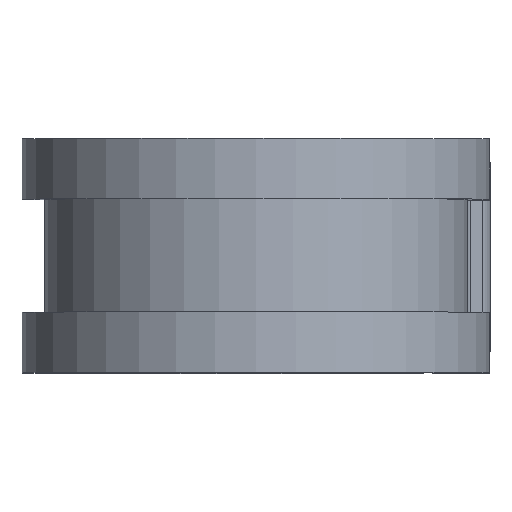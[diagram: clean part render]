
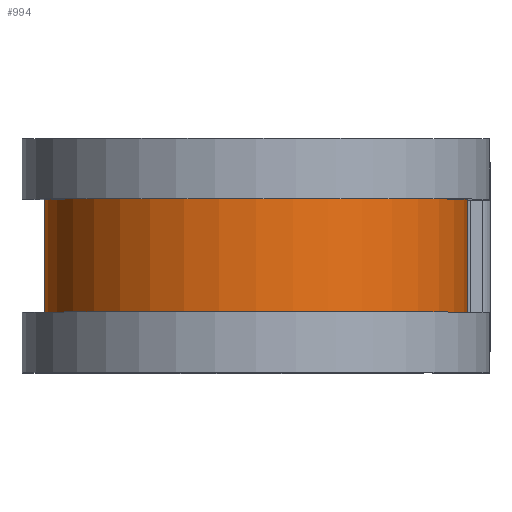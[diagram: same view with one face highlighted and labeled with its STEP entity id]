
A CAD part, top view. The second image highlights one B-rep face of the part: STEP entity #994.
In plain terms, the highlighted cylindrical face has radius 14.237 mm (diameter 28.473 mm), a partial arc.
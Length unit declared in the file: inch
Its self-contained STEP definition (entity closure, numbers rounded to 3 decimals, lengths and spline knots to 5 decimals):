
#20 = CARTESIAN_POINT ( 'NONE',  ( 0., 0.15, 0.937 ) ) ;
#101 = DIRECTION ( 'NONE',  ( 0., -1., 0. ) ) ;
#171 = ORIENTED_EDGE ( 'NONE', *, *, #1505, .F. ) ;
#191 = VECTOR ( 'NONE', #101, 39.37008 ) ;
#268 = CYLINDRICAL_SURFACE ( 'NONE', #1740, 0.5605 ) ;
#278 = EDGE_CURVE ( 'NONE', #977, #398, #1252, .T. ) ;
#287 = VERTEX_POINT ( 'NONE', #1632 ) ;
#364 = ORIENTED_EDGE ( 'NONE', *, *, #1465, .F. ) ;
#398 = VERTEX_POINT ( 'NONE', #628 ) ;
#404 = DIRECTION ( 'NONE',  ( 0., -1., 0. ) ) ;
#421 = DIRECTION ( 'NONE',  ( 0., 0., -1. ) ) ;
#489 = CARTESIAN_POINT ( 'NONE',  ( -0.5605, -0.15, 0.937 ) ) ;
#589 = VERTEX_POINT ( 'NONE', #489 ) ;
#628 = CARTESIAN_POINT ( 'NONE',  ( -0.5605, 0.15, 0.937 ) ) ;
#689 = FACE_OUTER_BOUND ( 'NONE', #1450, .T. ) ;
#712 = AXIS2_PLACEMENT_3D ( 'NONE', #972, #2002, #1145 ) ;
#828 = CARTESIAN_POINT ( 'NONE',  ( 0.5605, 0.25, 0.937 ) ) ;
#847 = ORIENTED_EDGE ( 'NONE', *, *, #1886, .T. ) ;
#933 = CARTESIAN_POINT ( 'NONE',  ( 0.5605, 0.15, 0.937 ) ) ;
#972 = CARTESIAN_POINT ( 'NONE',  ( 0., -0.15, 0.937 ) ) ;
#977 = VERTEX_POINT ( 'NONE', #933 ) ;
#994 = ADVANCED_FACE ( 'NONE', ( #689 ), #268, .T. ) ;
#1060 = AXIS2_PLACEMENT_3D ( 'NONE', #20, #404, #421 ) ;
#1100 = ORIENTED_EDGE ( 'NONE', *, *, #278, .T. ) ;
#1145 = DIRECTION ( 'NONE',  ( 0., 0., -1. ) ) ;
#1215 = CARTESIAN_POINT ( 'NONE',  ( -0.5605, 0.25, 0.937 ) ) ;
#1252 = CIRCLE ( 'NONE', #1060, 0.5605 ) ;
#1267 = DIRECTION ( 'NONE',  ( 0., 0., -1. ) ) ;
#1450 = EDGE_LOOP ( 'NONE', ( #171, #1100, #847, #364 ) ) ;
#1465 = EDGE_CURVE ( 'NONE', #287, #589, #1680, .T. ) ;
#1495 = VECTOR ( 'NONE', #1733, 39.37008 ) ;
#1505 = EDGE_CURVE ( 'NONE', #977, #287, #1516, .T. ) ;
#1516 = LINE ( 'NONE', #828, #1495 ) ;
#1565 = CARTESIAN_POINT ( 'NONE',  ( 0., 0.25, 0.937 ) ) ;
#1618 = LINE ( 'NONE', #1215, #191 ) ;
#1632 = CARTESIAN_POINT ( 'NONE',  ( 0.5605, -0.15, 0.937 ) ) ;
#1680 = CIRCLE ( 'NONE', #712, 0.5605 ) ;
#1693 = DIRECTION ( 'NONE',  ( 0., -1., 0. ) ) ;
#1733 = DIRECTION ( 'NONE',  ( 0., -1., 0. ) ) ;
#1740 = AXIS2_PLACEMENT_3D ( 'NONE', #1565, #1693, #1267 ) ;
#1886 = EDGE_CURVE ( 'NONE', #398, #589, #1618, .T. ) ;
#2002 = DIRECTION ( 'NONE',  ( 0., -1., 0. ) ) ;
